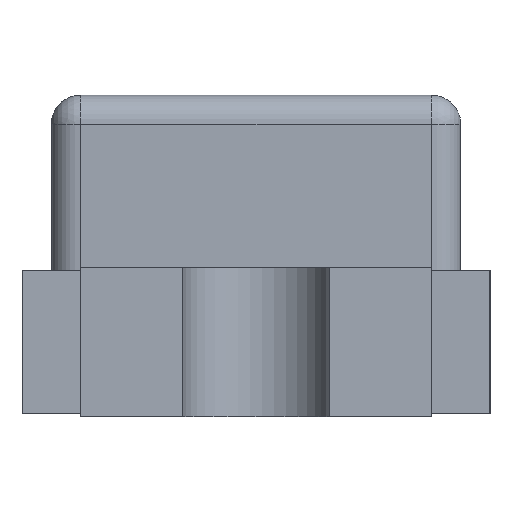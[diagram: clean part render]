
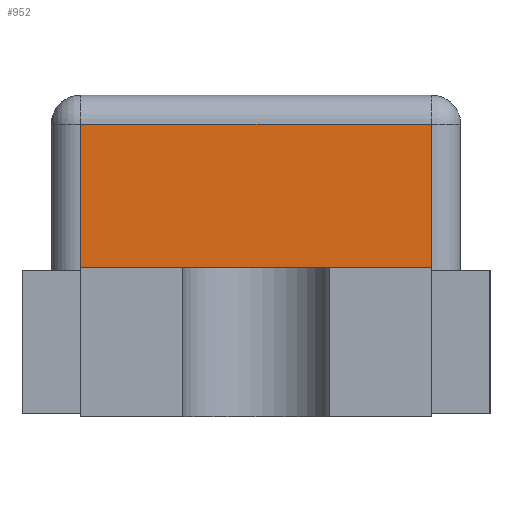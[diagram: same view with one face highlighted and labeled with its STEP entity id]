
A CAD part, left-side view. The second image highlights one B-rep face of the part: STEP entity #952.
In plain terms, the highlighted planar face has unit normal (-1, 0, 0).
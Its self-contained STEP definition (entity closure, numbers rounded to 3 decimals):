
#20 = DIRECTION ( 'NONE',  ( 1., 0., 0. ) ) ;
#26 = CARTESIAN_POINT ( 'NONE',  ( -1.03, 0.7, 1.1 ) ) ;
#154 = ORIENTED_EDGE ( 'NONE', *, *, #1814, .T. ) ;
#171 = VERTEX_POINT ( 'NONE', #1158 ) ;
#224 = LINE ( 'NONE', #1271, #651 ) ;
#409 = ORIENTED_EDGE ( 'NONE', *, *, #1772, .T. ) ;
#410 = DIRECTION ( 'NONE',  ( 0., 1., 0. ) ) ;
#492 = VERTEX_POINT ( 'NONE', #1734 ) ;
#524 = VECTOR ( 'NONE', #604, 1000. ) ;
#604 = DIRECTION ( 'NONE',  ( 0., 0., -1. ) ) ;
#651 = VECTOR ( 'NONE', #2137, 1000. ) ;
#732 = PLANE ( 'NONE',  #1670 ) ;
#869 = LINE ( 'NONE', #1170, #1771 ) ;
#872 = ORIENTED_EDGE ( 'NONE', *, *, #1529, .T. ) ;
#952 = ADVANCED_FACE ( 'NONE', ( #1777 ), #732, .F. ) ;
#992 = LINE ( 'NONE', #2202, #524 ) ;
#1032 = VERTEX_POINT ( 'NONE', #1813 ) ;
#1158 = CARTESIAN_POINT ( 'NONE',  ( -1.03, -0.6, 0.5 ) ) ;
#1170 = CARTESIAN_POINT ( 'NONE',  ( -1.03, -0.6, 1.1 ) ) ;
#1271 = CARTESIAN_POINT ( 'NONE',  ( -1.03, 0.7, 0.5 ) ) ;
#1301 = CARTESIAN_POINT ( 'NONE',  ( -1.03, 0.6, 0.5 ) ) ;
#1346 = DIRECTION ( 'NONE',  ( 0., 0., 1. ) ) ;
#1404 = LINE ( 'NONE', #1655, #2271 ) ;
#1529 = EDGE_CURVE ( 'NONE', #1576, #171, #224, .T. ) ;
#1576 = VERTEX_POINT ( 'NONE', #1301 ) ;
#1597 = EDGE_LOOP ( 'NONE', ( #1925, #409, #872, #154 ) ) ;
#1609 = DIRECTION ( 'NONE',  ( 0., 0., -1. ) ) ;
#1652 = EDGE_CURVE ( 'NONE', #492, #1032, #1404, .T. ) ;
#1655 = CARTESIAN_POINT ( 'NONE',  ( -1.03, 0.7, 1. ) ) ;
#1670 = AXIS2_PLACEMENT_3D ( 'NONE', #26, #20, #1609 ) ;
#1734 = CARTESIAN_POINT ( 'NONE',  ( -1.03, -0.6, 1. ) ) ;
#1771 = VECTOR ( 'NONE', #1346, 1000. ) ;
#1772 = EDGE_CURVE ( 'NONE', #1032, #1576, #992, .T. ) ;
#1777 = FACE_OUTER_BOUND ( 'NONE', #1597, .T. ) ;
#1813 = CARTESIAN_POINT ( 'NONE',  ( -1.03, 0.6, 1. ) ) ;
#1814 = EDGE_CURVE ( 'NONE', #171, #492, #869, .T. ) ;
#1925 = ORIENTED_EDGE ( 'NONE', *, *, #1652, .T. ) ;
#2137 = DIRECTION ( 'NONE',  ( 0., -1., 0. ) ) ;
#2202 = CARTESIAN_POINT ( 'NONE',  ( -1.03, 0.6, 1.1 ) ) ;
#2271 = VECTOR ( 'NONE', #410, 1000. ) ;
